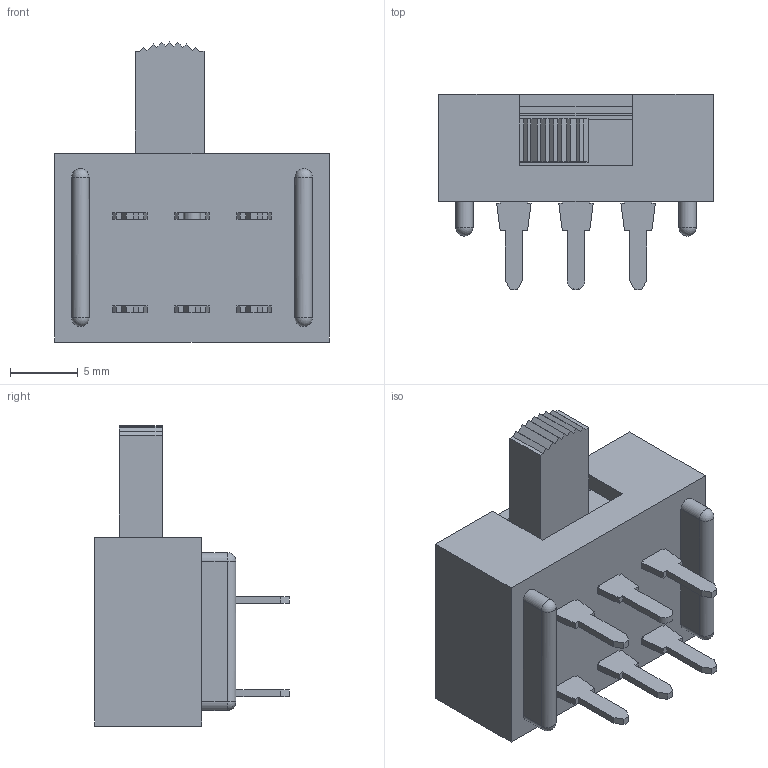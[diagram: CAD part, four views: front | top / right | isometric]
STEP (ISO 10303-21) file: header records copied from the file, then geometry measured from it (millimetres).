
FILE_DESCRIPTION(/* description */ (''),/* implementation_level */ '2;1');
FILE_NAME(/* name */ 'l202021ma04_RGB3158064_ipt_e56bfdaa.STEP',/* time_stamp */ '2024-05-28T14:29:27+01:00',/* author */ ('rlndo'),/* organization */ (''),/* preprocessor_version */ 'ST-DEVELOPER v16.13',/* originating_system */ 'Autodesk Inventor 2018',/* authorisation */ '');
FILE_SCHEMA (('AUTOMOTIVE_DESIGN { 1 0 10303 214 3 1 1 }'));
Length unit declared in the file: millimetre
Products named in the file (1): l202021ma04_RGB3158064
Bounding box: 20.32 x 14.43 x 22.2 mm (x, y, z)
Volume: 1399.8 mm3; surface area: 2730.5 mm2
Topology: 3 solids, 3 shells, 403 faces, 1148 edges, 753 vertices
Faces by surface type: plane 334, cylinder 59, cone 6, sphere 4
Entity records: 12953 total; most frequent: CARTESIAN_POINT 2313, ORIENTED_EDGE 2284, DIRECTION 2083, EDGE_CURVE 1142, LINE 997, VECTOR 997, VERTEX_POINT 749, AXIS2_PLACEMENT_3D 543
